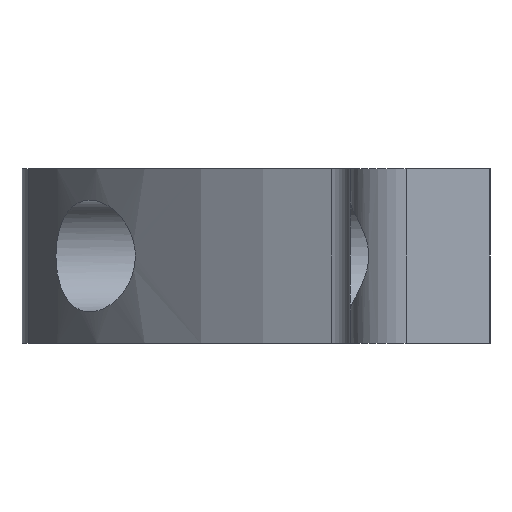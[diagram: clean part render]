
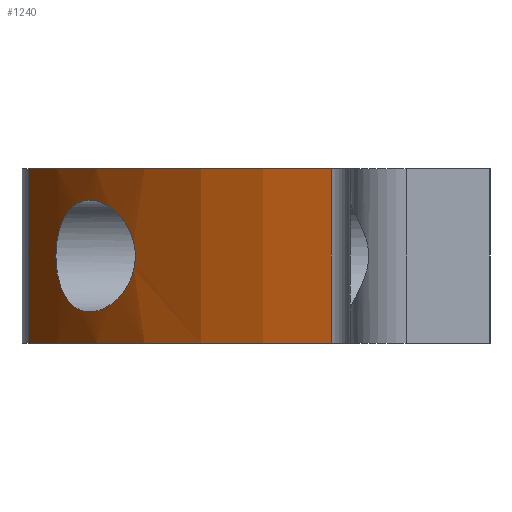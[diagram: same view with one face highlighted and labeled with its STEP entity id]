
A CAD part, left-side view. The second image highlights one B-rep face of the part: STEP entity #1240.
In plain terms, the highlighted cylindrical face has radius 34.95 mm (diameter 69.9 mm), a partial arc.
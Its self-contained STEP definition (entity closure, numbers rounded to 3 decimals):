
#18=B_SPLINE_CURVE_WITH_KNOTS('',3,(#2148,#2149,#2150,#2151,#2152,#2153,
#2154,#2155,#2156,#2157,#2158,#2159,#2160,#2161,#2162,#2163,#2164,#2165),
 .UNSPECIFIED.,.F.,.F.,(4,2,2,2,2,2,2,2,4),(0.,0.151,0.302,
0.497,0.691,0.87,1.05,
1.199,1.347),.UNSPECIFIED.);
#19=B_SPLINE_CURVE_WITH_KNOTS('',3,(#2166,#2167,#2168,#2169,#2170,#2171,
#2172,#2173,#2174,#2175,#2176,#2177,#2178,#2179,#2180,#2181,#2182,#2183),
 .UNSPECIFIED.,.F.,.F.,(4,2,2,2,2,2,2,2,4),(1.347,1.496,
1.645,1.825,2.004,2.198,2.393,
2.544,2.695),.UNSPECIFIED.);
#37=FACE_BOUND('',#397,.T.);
#122=LINE('',#2135,#204);
#130=LINE('',#2314,#212);
#204=VECTOR('',#1689,10.);
#212=VECTOR('',#1715,10.);
#260=CYLINDRICAL_SURFACE('',#1393,34.95);
#318=FACE_OUTER_BOUND('',#396,.T.);
#396=EDGE_LOOP('',(#1044,#1045,#1046,#1047));
#397=EDGE_LOOP('',(#1048,#1049));
#484=CIRCLE('',#1348,34.95);
#489=CIRCLE('',#1356,34.95);
#562=VERTEX_POINT('',#1949);
#578=VERTEX_POINT('',#1981);
#583=VERTEX_POINT('',#1995);
#585=VERTEX_POINT('',#1998);
#619=VERTEX_POINT('',#2146);
#620=VERTEX_POINT('',#2147);
#720=EDGE_CURVE('',#578,#562,#484,.T.);
#726=EDGE_CURVE('',#583,#585,#489,.T.);
#763=EDGE_CURVE('',#562,#583,#122,.T.);
#769=EDGE_CURVE('',#619,#620,#18,.T.);
#770=EDGE_CURVE('',#620,#619,#19,.T.);
#781=EDGE_CURVE('',#585,#578,#130,.T.);
#1044=ORIENTED_EDGE('',*,*,#763,.F.);
#1045=ORIENTED_EDGE('',*,*,#720,.F.);
#1046=ORIENTED_EDGE('',*,*,#781,.F.);
#1047=ORIENTED_EDGE('',*,*,#726,.F.);
#1048=ORIENTED_EDGE('',*,*,#769,.T.);
#1049=ORIENTED_EDGE('',*,*,#770,.T.);
#1240=ADVANCED_FACE('',(#318,#37),#260,.T.);
#1348=AXIS2_PLACEMENT_3D('',#1983,#1601,#1602);
#1356=AXIS2_PLACEMENT_3D('',#1999,#1618,#1619);
#1393=AXIS2_PLACEMENT_3D('',#2313,#1713,#1714);
#1601=DIRECTION('center_axis',(0.,0.,-1.));
#1602=DIRECTION('ref_axis',(0.958,0.286,0.));
#1618=DIRECTION('center_axis',(0.,0.,1.));
#1619=DIRECTION('ref_axis',(0.958,0.286,0.));
#1689=DIRECTION('',(0.,0.,1.));
#1713=DIRECTION('center_axis',(0.,0.,-1.));
#1714=DIRECTION('ref_axis',(0.958,0.286,0.));
#1715=DIRECTION('',(0.,0.,-1.));
#1949=CARTESIAN_POINT('',(33.648,88.055,0.));
#1981=CARTESIAN_POINT('',(11.944,66.35,0.));
#1983=CARTESIAN_POINT('Origin',(45.,55.,0.));
#1995=CARTESIAN_POINT('',(33.648,88.055,12.5));
#1998=CARTESIAN_POINT('',(11.944,66.35,12.5));
#1999=CARTESIAN_POINT('Origin',(45.,55.,12.5));
#2135=CARTESIAN_POINT('',(33.648,88.055,12.5));
#2146=CARTESIAN_POINT('',(20.975,80.383,6.25));
#2147=CARTESIAN_POINT('',(28.975,86.06,6.25));
#2148=CARTESIAN_POINT('Ctrl Pts',(20.975,80.383,6.25));
#2149=CARTESIAN_POINT('Ctrl Pts',(20.975,80.383,5.746));
#2150=CARTESIAN_POINT('Ctrl Pts',(21.076,80.479,5.227));
#2151=CARTESIAN_POINT('Ctrl Pts',(21.448,80.824,4.297));
#2152=CARTESIAN_POINT('Ctrl Pts',(21.719,81.07,3.886));
#2153=CARTESIAN_POINT('Ctrl Pts',(22.386,81.653,3.15));
#2154=CARTESIAN_POINT('Ctrl Pts',(22.856,82.048,2.811));
#2155=CARTESIAN_POINT('Ctrl Pts',(23.885,82.858,2.361));
#2156=CARTESIAN_POINT('Ctrl Pts',(24.444,83.273,2.25));
#2157=CARTESIAN_POINT('Ctrl Pts',(25.466,83.987,2.25));
#2158=CARTESIAN_POINT('Ctrl Pts',(26.005,84.343,2.346));
#2159=CARTESIAN_POINT('Ctrl Pts',(27.024,84.979,2.771));
#2160=CARTESIAN_POINT('Ctrl Pts',(27.504,85.259,3.101));
#2161=CARTESIAN_POINT('Ctrl Pts',(28.204,85.652,3.845));
#2162=CARTESIAN_POINT('Ctrl Pts',(28.491,85.806,4.275));
#2163=CARTESIAN_POINT('Ctrl Pts',(28.877,86.009,5.229));
#2164=CARTESIAN_POINT('Ctrl Pts',(28.975,86.06,5.754));
#2165=CARTESIAN_POINT('Ctrl Pts',(28.975,86.06,6.25));
#2166=CARTESIAN_POINT('Ctrl Pts',(28.975,86.06,6.25));
#2167=CARTESIAN_POINT('Ctrl Pts',(28.975,86.06,6.746));
#2168=CARTESIAN_POINT('Ctrl Pts',(28.877,86.009,7.271));
#2169=CARTESIAN_POINT('Ctrl Pts',(28.491,85.806,8.225));
#2170=CARTESIAN_POINT('Ctrl Pts',(28.204,85.652,8.655));
#2171=CARTESIAN_POINT('Ctrl Pts',(27.504,85.259,9.399));
#2172=CARTESIAN_POINT('Ctrl Pts',(27.024,84.979,9.729));
#2173=CARTESIAN_POINT('Ctrl Pts',(26.005,84.343,10.154));
#2174=CARTESIAN_POINT('Ctrl Pts',(25.466,83.987,10.25));
#2175=CARTESIAN_POINT('Ctrl Pts',(24.444,83.273,10.25));
#2176=CARTESIAN_POINT('Ctrl Pts',(23.885,82.858,10.139));
#2177=CARTESIAN_POINT('Ctrl Pts',(22.856,82.048,9.689));
#2178=CARTESIAN_POINT('Ctrl Pts',(22.386,81.653,9.35));
#2179=CARTESIAN_POINT('Ctrl Pts',(21.719,81.07,8.614));
#2180=CARTESIAN_POINT('Ctrl Pts',(21.448,80.824,8.203));
#2181=CARTESIAN_POINT('Ctrl Pts',(21.076,80.479,7.273));
#2182=CARTESIAN_POINT('Ctrl Pts',(20.975,80.383,6.754));
#2183=CARTESIAN_POINT('Ctrl Pts',(20.975,80.383,6.25));
#2313=CARTESIAN_POINT('Origin',(45.,55.,12.5));
#2314=CARTESIAN_POINT('',(11.944,66.35,12.5));
